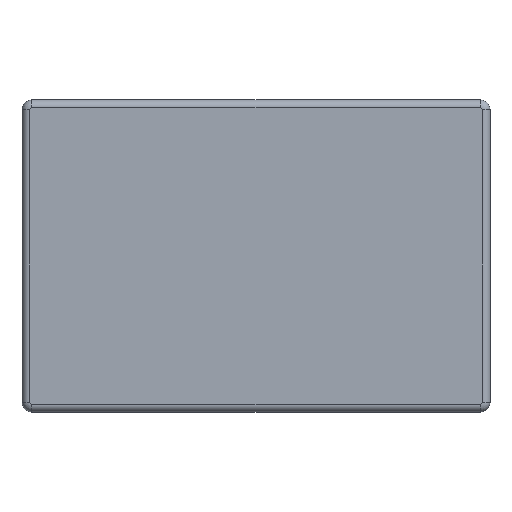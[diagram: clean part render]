
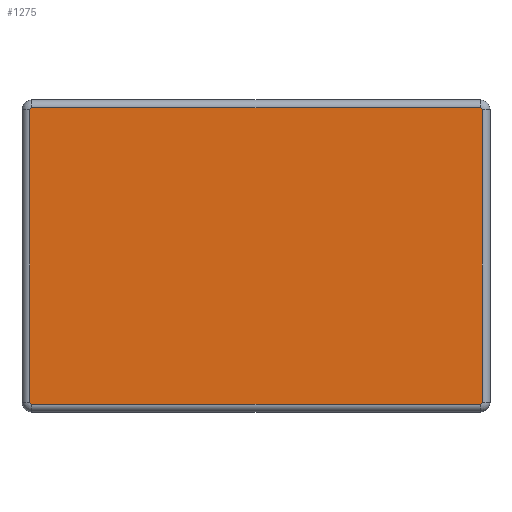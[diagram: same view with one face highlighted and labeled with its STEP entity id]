
A CAD part, top view. The second image highlights one B-rep face of the part: STEP entity #1275.
In plain terms, the highlighted planar face has unit normal (0, 0, 1).
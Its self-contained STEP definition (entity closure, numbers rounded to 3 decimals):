
#1220 = EDGE_LOOP ( 'NONE', ( #1278, #1277, #1280, #1262, #1265, #1282, #1260, #1264 ) ) ;
#1221 = VERTEX_POINT ( 'NONE', #3634 ) ;
#1223 = VERTEX_POINT ( 'NONE', #3641 ) ;
#1259 = EDGE_CURVE ( 'NONE', #1290, #1221, #3712, .T. ) ;
#1260 = ORIENTED_EDGE ( 'NONE', *, *, #1268, .T. ) ;
#1261 = VERTEX_POINT ( 'NONE', #3735 ) ;
#1262 = ORIENTED_EDGE ( 'NONE', *, *, #1259, .T. ) ;
#1263 = EDGE_CURVE ( 'NONE', #1221, #1261, #3736, .T. ) ;
#1264 = ORIENTED_EDGE ( 'NONE', *, *, #1270, .T. ) ;
#1265 = ORIENTED_EDGE ( 'NONE', *, *, #1263, .T. ) ;
#1266 = EDGE_CURVE ( 'NONE', #1261, #1283, #3725, .T. ) ;
#1268 = EDGE_CURVE ( 'NONE', #1283, #1273, #3719, .T. ) ;
#1270 = EDGE_CURVE ( 'NONE', #1273, #1223, #3724, .T. ) ;
#1272 = EDGE_CURVE ( 'NONE', #1223, #1276, #3777, .T. ) ;
#1273 = VERTEX_POINT ( 'NONE', #3776 ) ;
#1275 = ADVANCED_FACE ( 'NONE', ( #3775 ), #3729, .T. ) ;
#1276 = VERTEX_POINT ( 'NONE', #3768 ) ;
#1277 = ORIENTED_EDGE ( 'NONE', *, *, #1279, .T. ) ;
#1278 = ORIENTED_EDGE ( 'NONE', *, *, #1272, .T. ) ;
#1279 = EDGE_CURVE ( 'NONE', #1276, #1284, #3714, .T. ) ;
#1280 = ORIENTED_EDGE ( 'NONE', *, *, #1281, .T. ) ;
#1281 = EDGE_CURVE ( 'NONE', #1284, #1290, #3755, .T. ) ;
#1282 = ORIENTED_EDGE ( 'NONE', *, *, #1266, .T. ) ;
#1283 = VERTEX_POINT ( 'NONE', #3758 ) ;
#1284 = VERTEX_POINT ( 'NONE', #3757 ) ;
#1290 = VERTEX_POINT ( 'NONE', #3751 ) ;
#3634 = CARTESIAN_POINT ( 'NONE',  ( 58., -37.5, 2.5 ) ) ;
#3641 = CARTESIAN_POINT ( 'NONE',  ( -58., 37.5, 2.5 ) ) ;
#3680 = AXIS2_PLACEMENT_3D ( 'NONE', #3726, #3716, #3715 ) ;
#3690 = VECTOR ( 'NONE', #3727, 1000. ) ;
#3712 = CIRCLE ( 'NONE', #3734, 0.5 ) ;
#3714 = CIRCLE ( 'NONE', #3761, 0.5 ) ;
#3715 = DIRECTION ( 'NONE',  ( 1., 0., 0. ) ) ;
#3716 = DIRECTION ( 'NONE',  ( 0., 0., 1. ) ) ;
#3717 = DIRECTION ( 'NONE',  ( -1., 0., 0. ) ) ;
#3718 = VECTOR ( 'NONE', #3717, 1000. ) ;
#3719 = LINE ( 'NONE', #3723, #3718 ) ;
#3720 = DIRECTION ( 'NONE',  ( 1., 0., 0. ) ) ;
#3721 = DIRECTION ( 'NONE',  ( 0., 0., 1. ) ) ;
#3722 = CARTESIAN_POINT ( 'NONE',  ( 57.5, 37.5, 2.5 ) ) ;
#3723 = CARTESIAN_POINT ( 'NONE',  ( -57.5, 38., 2.5 ) ) ;
#3724 = CIRCLE ( 'NONE', #3680, 0.5 ) ;
#3725 = CIRCLE ( 'NONE', #3730, 0.5 ) ;
#3726 = CARTESIAN_POINT ( 'NONE',  ( -57.5, 37.5, 2.5 ) ) ;
#3727 = DIRECTION ( 'NONE',  ( 0., 1., 0. ) ) ;
#3729 = PLANE ( 'NONE',  #3770 ) ;
#3730 = AXIS2_PLACEMENT_3D ( 'NONE', #3722, #3721, #3720 ) ;
#3731 = CARTESIAN_POINT ( 'NONE',  ( 58., 37.5, 2.5 ) ) ;
#3732 = DIRECTION ( 'NONE',  ( 1., 0., 0. ) ) ;
#3733 = DIRECTION ( 'NONE',  ( 0., 0., 1. ) ) ;
#3734 = AXIS2_PLACEMENT_3D ( 'NONE', #3739, #3733, #3732 ) ;
#3735 = CARTESIAN_POINT ( 'NONE',  ( 58., 37.5, 2.5 ) ) ;
#3736 = LINE ( 'NONE', #3731, #3690 ) ;
#3739 = CARTESIAN_POINT ( 'NONE',  ( 57.5, -37.5, 2.5 ) ) ;
#3751 = CARTESIAN_POINT ( 'NONE',  ( 57.5, -38., 2.5 ) ) ;
#3753 = DIRECTION ( 'NONE',  ( 1., 0., 0. ) ) ;
#3754 = VECTOR ( 'NONE', #3753, 1000. ) ;
#3755 = LINE ( 'NONE', #3763, #3754 ) ;
#3757 = CARTESIAN_POINT ( 'NONE',  ( -57.5, -38., 2.5 ) ) ;
#3758 = CARTESIAN_POINT ( 'NONE',  ( 57.5, 38., 2.5 ) ) ;
#3759 = DIRECTION ( 'NONE',  ( 1., 0., 0. ) ) ;
#3760 = DIRECTION ( 'NONE',  ( 0., 0., 1. ) ) ;
#3761 = AXIS2_PLACEMENT_3D ( 'NONE', #3767, #3760, #3759 ) ;
#3763 = CARTESIAN_POINT ( 'NONE',  ( 57.5, -38., 2.5 ) ) ;
#3765 = DIRECTION ( 'NONE',  ( 1., 0., 0. ) ) ;
#3766 = DIRECTION ( 'NONE',  ( 0., 0., 1. ) ) ;
#3767 = CARTESIAN_POINT ( 'NONE',  ( -57.5, -37.5, 2.5 ) ) ;
#3768 = CARTESIAN_POINT ( 'NONE',  ( -58., -37.5, 2.5 ) ) ;
#3769 = CARTESIAN_POINT ( 'NONE',  ( -60., 40., 2.5 ) ) ;
#3770 = AXIS2_PLACEMENT_3D ( 'NONE', #3769, #3766, #3765 ) ;
#3772 = DIRECTION ( 'NONE',  ( 0., -1., 0. ) ) ;
#3773 = VECTOR ( 'NONE', #3772, 1000. ) ;
#3774 = CARTESIAN_POINT ( 'NONE',  ( -58., -37.5, 2.5 ) ) ;
#3775 = FACE_OUTER_BOUND ( 'NONE', #1220, .T. ) ;
#3776 = CARTESIAN_POINT ( 'NONE',  ( -57.5, 38., 2.5 ) ) ;
#3777 = LINE ( 'NONE', #3774, #3773 ) ;
